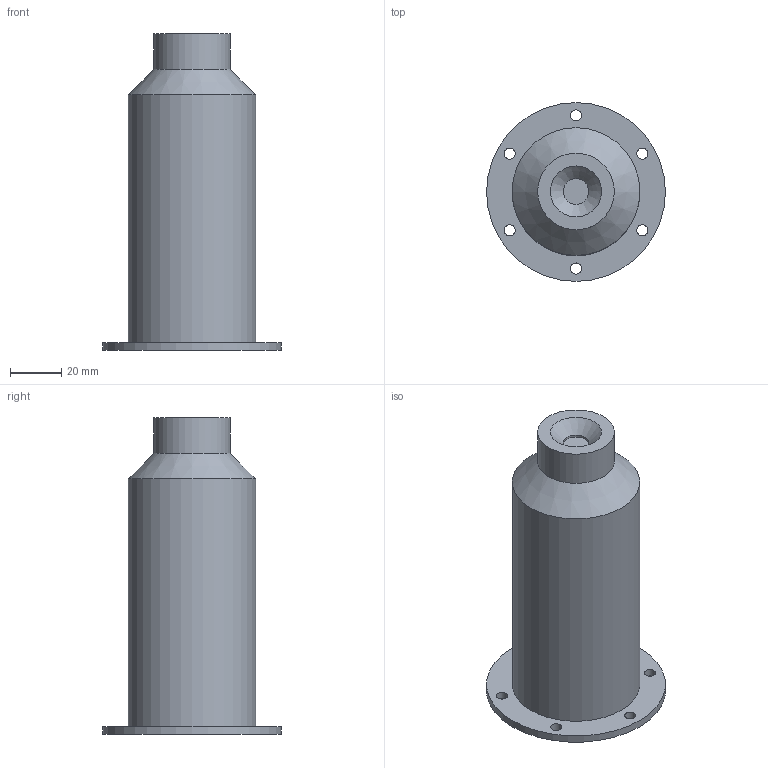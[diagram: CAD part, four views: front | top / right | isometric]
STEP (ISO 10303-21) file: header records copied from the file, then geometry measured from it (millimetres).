
FILE_DESCRIPTION(('FreeCAD Model'),'2;1');
FILE_NAME('F144_CP.step', '2016-11-30T23:26:55',('Author'),(''), 'Open CASCADE STEP processor 6.8','FreeCAD','Unknown');
FILE_SCHEMA(('AUTOMOTIVE_DESIGN_CC2 { 1 2 10303 214 -1 1 5 4 }'));
Length unit declared in the file: millimetre
Products named in the file (2): ASSEMBLY; PolarPattern
Assembly tree (1 placements, depth 2):
  ASSEMBLY
    PolarPattern
Bounding box: 70 x 70 x 124 mm (x, y, z)
Volume: 223460.1 mm3; surface area: 25628.7 mm2
Topology: 1 solids, 1 shells, 16 faces, 33 edges, 21 vertices
Faces by surface type: cylinder 10, plane 4, cone 2
Full cylindrical faces by diameter (mm): 4.4 x6, 10 x1, 30 x1, 50 x1, 70 x1
Entity records: 976 total; most frequent: CARTESIAN_POINT 250, DIRECTION 134, ORIENTED_EDGE 66, PCURVE 66, DEFINITIONAL_REPRESENTATION 66, LINE 56, VECTOR 56, AXIS2_PLACEMENT_3D 39
